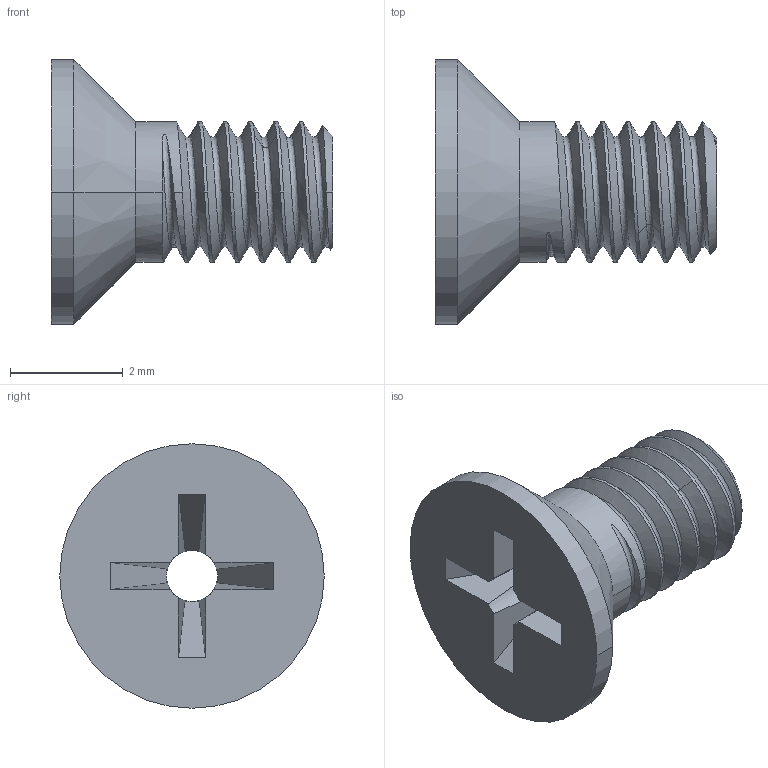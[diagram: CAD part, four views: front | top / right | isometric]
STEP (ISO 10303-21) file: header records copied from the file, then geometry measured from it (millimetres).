
FILE_DESCRIPTION((''),'2;1');
FILE_NAME('001_FLAT_HEAD_PHILLIPS_MM_ASM','2022-11-25T',('SYSTEM'),(''),'PRO/ENGINEER BY PARAMETRIC TECHNOLOGY CORPORATION, 2016360','PRO/ENGINEER BY PARAMETRIC TECHNOLOGY CORPORATION, 2016360','');
FILE_SCHEMA(('AUTOMOTIVE_DESIGN { 1 0 10303 214 1 1 1 1 }'));
Length unit declared in the file: millimetre
Products named in the file (2): MF-254; 001_FLAT_HEAD_PHILLIPS_MM_ASM
Assembly tree (1 placements, depth 2):
  001_FLAT_HEAD_PHILLIPS_MM_ASM
    MF-254
Bounding box: 5 x 4.7 x 4.7 mm (x, y, z)
Volume: 28.1 mm3; surface area: 100.1 mm2
Topology: 1 solids, 1 shells, 51 faces, 139 edges, 90 vertices
Faces by surface type: cylinder 16, plane 14, cone 12, bspline 9
Entity records: 4422 total; most frequent: CARTESIAN_POINT 3078, ORIENTED_EDGE 278, DIRECTION 183, EDGE_CURVE 139, COLOUR_RGB 110, VERTEX_POINT 90, B_SPLINE_CURVE_WITH_KNOTS 71, AXIS2_PLACEMENT_3D 70
